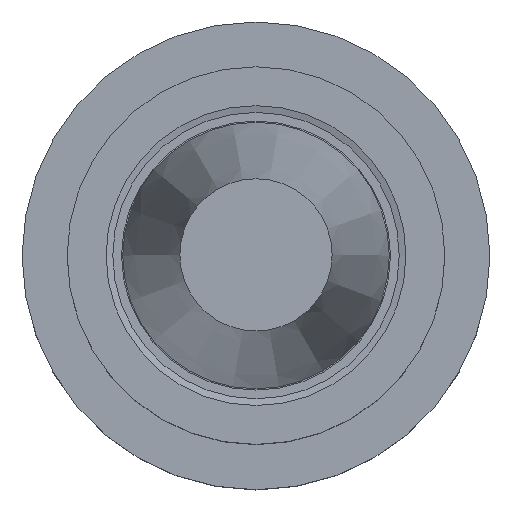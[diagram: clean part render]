
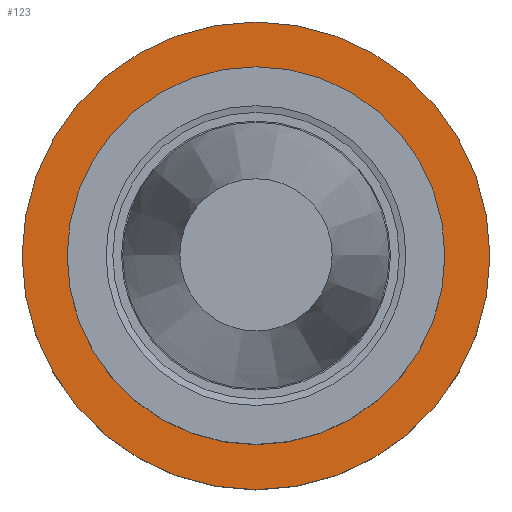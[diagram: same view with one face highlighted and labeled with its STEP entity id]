
A CAD part, top view. The second image highlights one B-rep face of the part: STEP entity #123.
In plain terms, the highlighted planar face has unit normal (0, 0, 1).
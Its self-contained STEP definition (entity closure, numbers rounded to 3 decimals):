
#83=FACE_BOUND('',#182,.T.);
#84=FACE_BOUND('',#183,.T.);
#123=ADVANCED_FACE('',(#83,#84),#141,.T.);
#141=PLANE('',#382);
#182=EDGE_LOOP('',(#238));
#183=EDGE_LOOP('',(#239));
#238=ORIENTED_EDGE('',*,*,#306,.T.);
#239=ORIENTED_EDGE('',*,*,#305,.F.);
#277=VERTEX_POINT('',#571);
#278=VERTEX_POINT('',#574);
#305=EDGE_CURVE('',#277,#277,#333,.T.);
#306=EDGE_CURVE('',#278,#278,#334,.T.);
#333=CIRCLE('',#379,31.25);
#334=CIRCLE('',#381,39.0);
#379=AXIS2_PLACEMENT_3D('',#570,#472,#473);
#381=AXIS2_PLACEMENT_3D('',#573,#476,#477);
#382=AXIS2_PLACEMENT_3D('',#575,#478,#479);
#472=DIRECTION('',(0.0,0.0,1.0));
#473=DIRECTION('',(1.0,0.0,0.0));
#476=DIRECTION('',(0.0,0.0,1.0));
#477=DIRECTION('',(1.0,0.0,0.0));
#478=DIRECTION('',(0.0,0.0,1.0));
#479=DIRECTION('',(1.0,0.0,0.0));
#570=CARTESIAN_POINT('',(0.0,0.0,-30.0));
#571=CARTESIAN_POINT('',(31.25,0.0,-30.0));
#573=CARTESIAN_POINT('',(0.0,0.0,-30.0));
#574=CARTESIAN_POINT('',(39.0,0.0,-30.0));
#575=CARTESIAN_POINT('',(0.0,31.25,-30.0));
